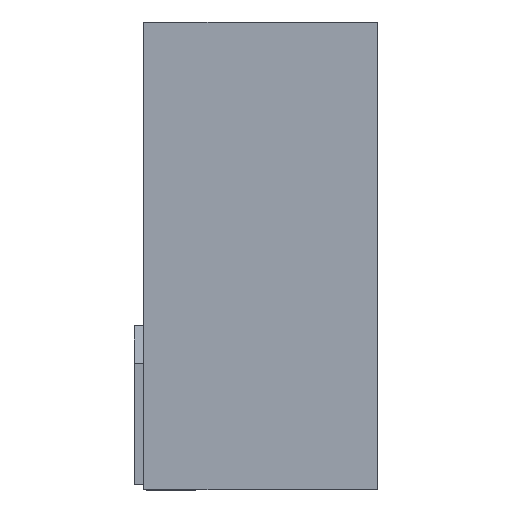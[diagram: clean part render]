
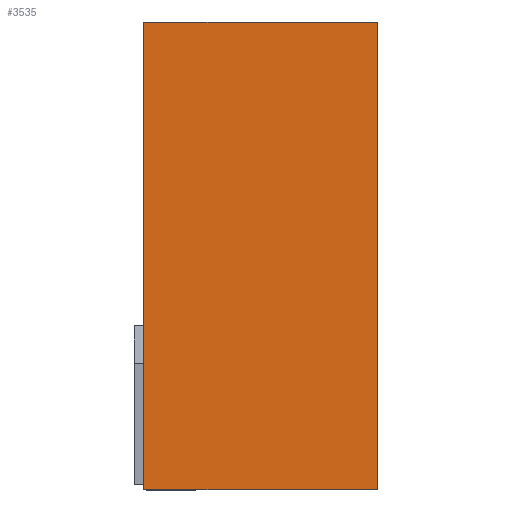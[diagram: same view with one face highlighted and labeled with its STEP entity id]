
A CAD part, left-side view. The second image highlights one B-rep face of the part: STEP entity #3535.
In plain terms, the highlighted planar face has unit normal (-1, 0, 0).
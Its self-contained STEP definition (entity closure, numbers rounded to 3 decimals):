
#318 = DIRECTION ( 'NONE',  ( 0., -1., 0. ) ) ;
#334 = CARTESIAN_POINT ( 'NONE',  ( -1.65, 0.5, -0.5 ) ) ;
#433 = DIRECTION ( 'NONE',  ( 1., 0., 0. ) ) ;
#638 = LINE ( 'NONE', #334, #1285 ) ;
#839 = EDGE_LOOP ( 'NONE', ( #1049, #977, #3942, #2716 ) ) ;
#949 = CARTESIAN_POINT ( 'NONE',  ( -1.65, 0., -0.5 ) ) ;
#959 = VECTOR ( 'NONE', #3160, 1000. ) ;
#977 = ORIENTED_EDGE ( 'NONE', *, *, #2648, .F. ) ;
#1049 = ORIENTED_EDGE ( 'NONE', *, *, #2283, .T. ) ;
#1151 = DIRECTION ( 'NONE',  ( 0., 0., 1. ) ) ;
#1225 = LINE ( 'NONE', #2029, #3153 ) ;
#1285 = VECTOR ( 'NONE', #318, 1000. ) ;
#1395 = CARTESIAN_POINT ( 'NONE',  ( -1.65, 0.5, -0.5 ) ) ;
#1560 = VERTEX_POINT ( 'NONE', #949 ) ;
#1570 = VERTEX_POINT ( 'NONE', #2335 ) ;
#1652 = DIRECTION ( 'NONE',  ( 0., -1., 0. ) ) ;
#1669 = CARTESIAN_POINT ( 'NONE',  ( -1.65, 0.5, -0.5 ) ) ;
#1701 = EDGE_CURVE ( 'NONE', #3735, #3010, #3035, .T. ) ;
#1720 = FACE_OUTER_BOUND ( 'NONE', #839, .T. ) ;
#2029 = CARTESIAN_POINT ( 'NONE',  ( -1.65, 0.5, 0.5 ) ) ;
#2259 = LINE ( 'NONE', #3759, #3529 ) ;
#2283 = EDGE_CURVE ( 'NONE', #1560, #1570, #2259, .T. ) ;
#2292 = CARTESIAN_POINT ( 'NONE',  ( -1.65, 0.5, 0.5 ) ) ;
#2335 = CARTESIAN_POINT ( 'NONE',  ( -1.65, 0., 0.5 ) ) ;
#2360 = DIRECTION ( 'NONE',  ( 0., 0., -1. ) ) ;
#2648 = EDGE_CURVE ( 'NONE', #3010, #1570, #1225, .T. ) ;
#2716 = ORIENTED_EDGE ( 'NONE', *, *, #4157, .T. ) ;
#2850 = CARTESIAN_POINT ( 'NONE',  ( -1.65, 0.5, -0.5 ) ) ;
#2880 = AXIS2_PLACEMENT_3D ( 'NONE', #1669, #433, #2360 ) ;
#3010 = VERTEX_POINT ( 'NONE', #2292 ) ;
#3035 = LINE ( 'NONE', #2850, #959 ) ;
#3153 = VECTOR ( 'NONE', #1652, 1000. ) ;
#3160 = DIRECTION ( 'NONE',  ( 0., 0., 1. ) ) ;
#3529 = VECTOR ( 'NONE', #1151, 1000. ) ;
#3535 = ADVANCED_FACE ( 'NONE', ( #1720 ), #3943, .F. ) ;
#3735 = VERTEX_POINT ( 'NONE', #1395 ) ;
#3759 = CARTESIAN_POINT ( 'NONE',  ( -1.65, 0., -0.5 ) ) ;
#3942 = ORIENTED_EDGE ( 'NONE', *, *, #1701, .F. ) ;
#3943 = PLANE ( 'NONE',  #2880 ) ;
#4157 = EDGE_CURVE ( 'NONE', #3735, #1560, #638, .T. ) ;
